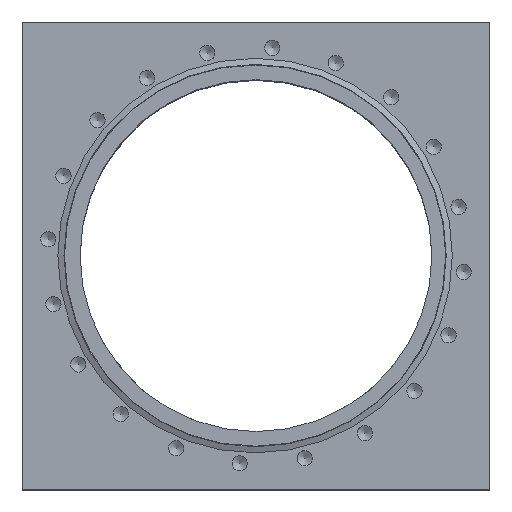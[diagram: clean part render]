
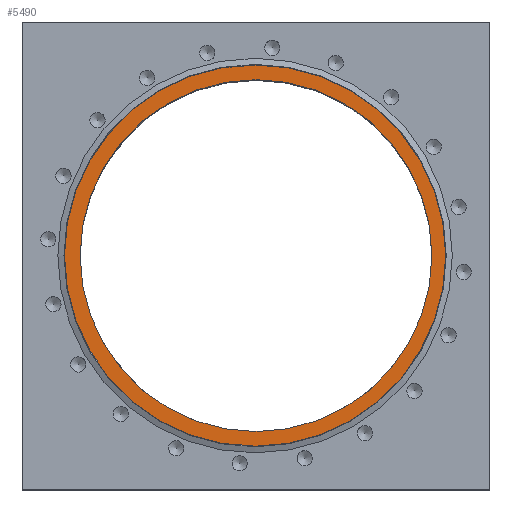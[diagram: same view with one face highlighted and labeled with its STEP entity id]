
A CAD part, top view. The second image highlights one B-rep face of the part: STEP entity #5490.
In plain terms, the highlighted planar face has unit normal (0, 0, 1).
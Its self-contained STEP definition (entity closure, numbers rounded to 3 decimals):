
#33=FACE_BOUND('',#710,.T.);
#165=PLANE('',#6035);
#432=FACE_OUTER_BOUND('',#709,.T.);
#709=EDGE_LOOP('',(#4201,#4202));
#710=EDGE_LOOP('',(#4203));
#1793=CIRCLE('',#6036,82.83);
#1794=CIRCLE('',#6037,82.83);
#1795=CIRCLE('',#6038,76.45);
#2387=VERTEX_POINT('',#9228);
#2388=VERTEX_POINT('',#9229);
#2389=VERTEX_POINT('',#9232);
#3125=EDGE_CURVE('',#2387,#2388,#1793,.T.);
#3126=EDGE_CURVE('',#2388,#2387,#1794,.T.);
#3127=EDGE_CURVE('',#2389,#2389,#1795,.T.);
#4201=ORIENTED_EDGE('',*,*,#3125,.T.);
#4202=ORIENTED_EDGE('',*,*,#3126,.T.);
#4203=ORIENTED_EDGE('',*,*,#3127,.F.);
#5490=ADVANCED_FACE('',(#432,#33),#165,.F.);
#6035=AXIS2_PLACEMENT_3D('',#9227,#7360,#7361);
#6036=AXIS2_PLACEMENT_3D('',#9230,#7362,#7363);
#6037=AXIS2_PLACEMENT_3D('',#9231,#7364,#7365);
#6038=AXIS2_PLACEMENT_3D('',#9233,#7366,#7367);
#7360=DIRECTION('center_axis',(0.,0.,-1.));
#7361=DIRECTION('ref_axis',(-1.,0.,0.));
#7362=DIRECTION('center_axis',(0.,0.,1.));
#7363=DIRECTION('ref_axis',(1.,0.,0.));
#7364=DIRECTION('center_axis',(0.,0.,1.));
#7365=DIRECTION('ref_axis',(1.,0.,0.));
#7366=DIRECTION('center_axis',(0.,0.,1.));
#7367=DIRECTION('ref_axis',(-1.,0.,0.));
#9227=CARTESIAN_POINT('Origin',(-83.23,0.,-1.17));
#9228=CARTESIAN_POINT('',(-83.23,0.,-1.17));
#9229=CARTESIAN_POINT('',(82.43,0.,-1.17));
#9230=CARTESIAN_POINT('Origin',(-0.4,0.,
-1.17));
#9231=CARTESIAN_POINT('Origin',(-0.4,0.,
-1.17));
#9232=CARTESIAN_POINT('',(76.45,0.,-1.17));
#9233=CARTESIAN_POINT('Origin',(0.,0.,-1.17));
